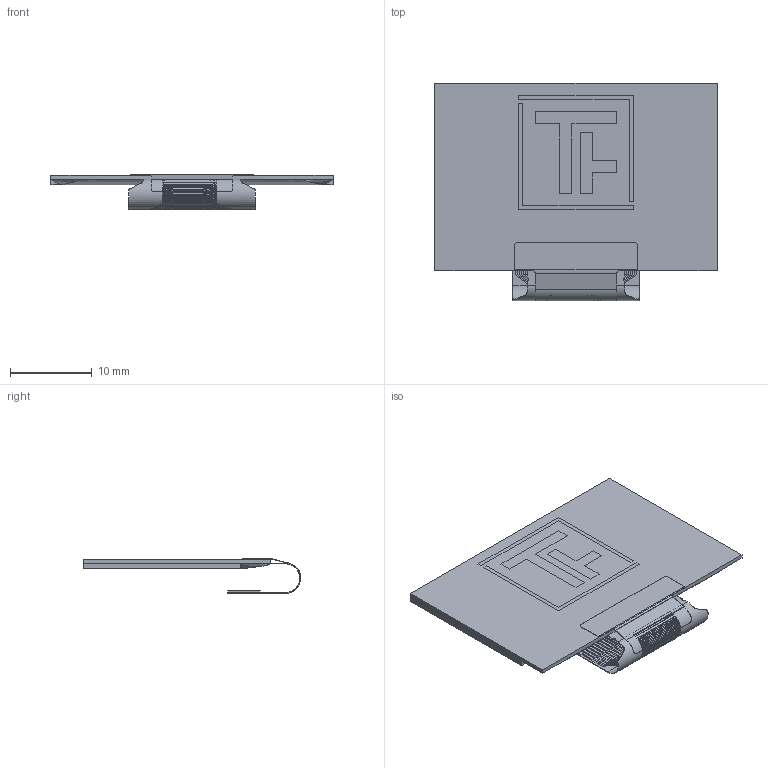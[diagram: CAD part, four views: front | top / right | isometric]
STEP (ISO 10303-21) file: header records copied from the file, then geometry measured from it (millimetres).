
FILE_DESCRIPTION(('FreeCAD Model'),'2;1');
FILE_NAME( 'OLED_128x64.step', '2017-09-15T15:34:59',('kicad StepUp'),('ksu MCAD'), 'Open CASCADE STEP processor 7.1','FreeCAD','Unknown');
FILE_SCHEMA(('AUTOMOTIVE_DESIGN { 1 0 10303 214 1 1 1 1 }'));
Length unit declared in the file: millimetre
Products named in the file (1): OLED_128x64
Bounding box: 34.55 x 26.62 x 4.25 mm (x, y, z)
Volume: 944.7 mm3; surface area: 2278.9 mm2
Topology: 1 solids, 1 shells, 903 faces, 2327 edges, 1430 vertices
Faces by surface type: plane 724, cylinder 176, bspline 2, extrusion 1
Entity records: 37636 total; most frequent: CARTESIAN_POINT 9543, ORIENTED_EDGE 4654, DIRECTION 4287, EDGE_CURVE 2327, VECTOR 1927, LINE 1926, VERTEX_POINT 1430, AXIS2_PLACEMENT_3D 1180
